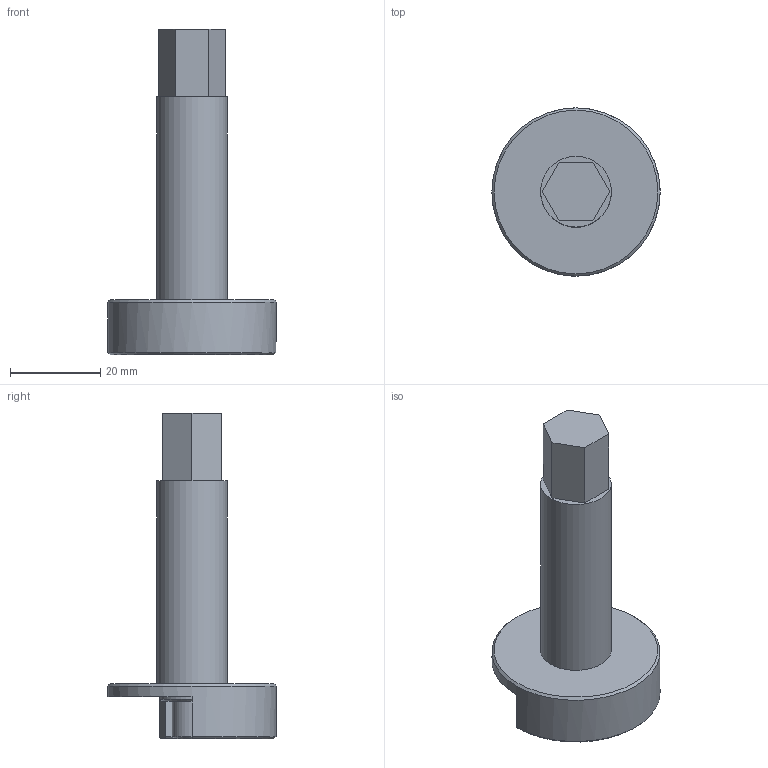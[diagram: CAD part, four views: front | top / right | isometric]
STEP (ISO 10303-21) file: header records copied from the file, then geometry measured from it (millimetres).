
FILE_DESCRIPTION(/* description */ (''),/* implementation_level */ '2;1');
FILE_NAME(/* name */ 'Parasol v8.step',/* time_stamp */ '2023-06-26T11:15:16+02:00',/* author */ (''),/* organization */ (''),/* preprocessor_version */ 'ST-DEVELOPER v19.2',/* originating_system */ 'Autodesk Translation Framework v12.6.0.85',/* authorisation */ '');
FILE_SCHEMA (('AUTOMOTIVE_DESIGN { 1 0 10303 214 3 1 1 }'));
Length unit declared in the file: millimetre
Products named in the file (1): Parasol
Bounding box: 37.3 x 37.3 x 72.2 mm (x, y, z)
Volume: 16714.8 mm3; surface area: 6776.6 mm2
Topology: 1 solids, 1 shells, 25 faces, 53 edges, 34 vertices
Faces by surface type: plane 15, cone 5, cylinder 5
Full cylindrical faces by diameter (mm): 8.7 x1, 14.3 x1, 15.7 x1, 37.3 x1
Entity records: 702 total; most frequent: DIRECTION 119, CARTESIAN_POINT 117, ORIENTED_EDGE 106, EDGE_CURVE 53, AXIS2_PLACEMENT_3D 42, LINE 35, VECTOR 35, VERTEX_POINT 34
